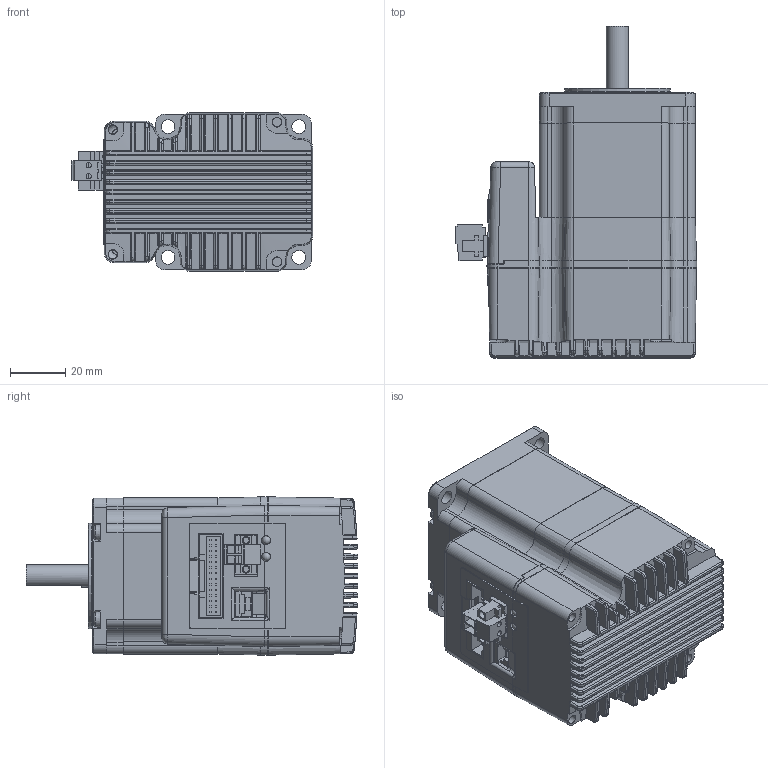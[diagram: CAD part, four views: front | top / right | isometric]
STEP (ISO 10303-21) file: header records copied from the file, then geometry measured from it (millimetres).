
FILE_DESCRIPTION (( 'STEP AP203' ), '1' );
FILE_NAME ('TSM23P-2AG.STEP', '2013-01-09T02:31:39', ( 'Sky123.Org' ), ( 'Sky123.Org' ), 'SwSTEP 2.0', 'SolidWorks 2011', '' );
FILE_SCHEMA (( 'CONFIG_CONTROL_DESIGN' ));
Length unit declared in the file: millimetre
Products named in the file (1): TSM23P-2AG
Bounding box: 86.95 x 119.65 x 57.09 mm (x, y, z)
Surface area: 55131.6 mm2 (no closed solid volume)
Topology: 0 solids, 21 shells, 861 faces, 3681 edges, 2817 vertices
Faces by surface type: plane 383, cylinder 246, bspline 179, cone 43, torus 8, sphere 2
Full cylindrical faces by diameter (mm): 1.87 x2, 2.8 x2, 3.2 x2, 3.4 x4, 5 x4, 8 x1, 10 x1, 22 x1, 38.1 x1
Entity records: 42645 total; most frequent: CARTESIAN_POINT 14384, ORIENTED_EDGE 5658, DIRECTION 5513, EDGE_CURVE 3627, VERTEX_POINT 2809, AXIS2_PLACEMENT_3D 1848, LINE 1817, VECTOR 1817
